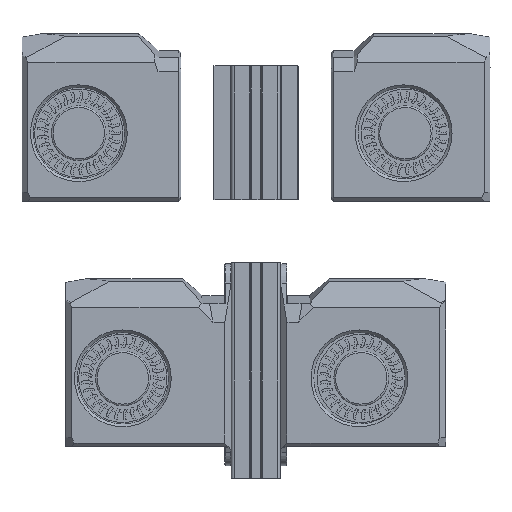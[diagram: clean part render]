
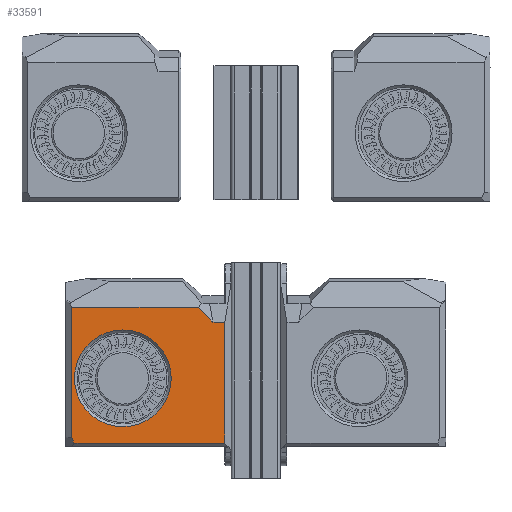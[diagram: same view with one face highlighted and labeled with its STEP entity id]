
A CAD part, top view. The second image highlights one B-rep face of the part: STEP entity #33591.
In plain terms, the highlighted face is planar.
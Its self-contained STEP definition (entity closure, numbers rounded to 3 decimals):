
#278=ELLIPSE('',#35628,0.566,0.4);
#430=FACE_BOUND('',#3665,.T.);
#656=PLANE('',#35627);
#1803=FACE_OUTER_BOUND('',#3664,.T.);
#3664=EDGE_LOOP('',(#23138,#23139,#23140,#23141,#23142,#23143,#23144,#23145));
#3665=EDGE_LOOP('',(#23146));
#5760=LINE('',#50703,#9112);
#5761=LINE('',#50705,#9113);
#5762=LINE('',#50709,#9114);
#5763=LINE('',#50711,#9115);
#5764=LINE('',#50713,#9116);
#5765=LINE('',#50715,#9117);
#5766=LINE('',#50716,#9118);
#9112=VECTOR('',#39759,10.);
#9113=VECTOR('',#39760,10.);
#9114=VECTOR('',#39763,10.);
#9115=VECTOR('',#39764,10.);
#9116=VECTOR('',#39765,10.);
#9117=VECTOR('',#39766,10.);
#9118=VECTOR('',#39767,10.);
#12257=CIRCLE('',#35629,14.8);
#14049=VERTEX_POINT('',#50701);
#14050=VERTEX_POINT('',#50702);
#14051=VERTEX_POINT('',#50704);
#14052=VERTEX_POINT('',#50706);
#14053=VERTEX_POINT('',#50708);
#14054=VERTEX_POINT('',#50710);
#14055=VERTEX_POINT('',#50712);
#14056=VERTEX_POINT('',#50714);
#14057=VERTEX_POINT('',#50717);
#17584=EDGE_CURVE('',#14049,#14050,#5760,.T.);
#17585=EDGE_CURVE('',#14049,#14051,#5761,.T.);
#17586=EDGE_CURVE('',#14052,#14051,#278,.F.);
#17587=EDGE_CURVE('',#14053,#14052,#5762,.F.);
#17588=EDGE_CURVE('',#14053,#14054,#5763,.T.);
#17589=EDGE_CURVE('',#14054,#14055,#5764,.T.);
#17590=EDGE_CURVE('',#14056,#14055,#5765,.T.);
#17591=EDGE_CURVE('',#14050,#14056,#5766,.T.);
#17592=EDGE_CURVE('',#14057,#14057,#12257,.F.);
#23138=ORIENTED_EDGE('',*,*,#17584,.F.);
#23139=ORIENTED_EDGE('',*,*,#17585,.T.);
#23140=ORIENTED_EDGE('',*,*,#17586,.F.);
#23141=ORIENTED_EDGE('',*,*,#17587,.F.);
#23142=ORIENTED_EDGE('',*,*,#17588,.T.);
#23143=ORIENTED_EDGE('',*,*,#17589,.T.);
#23144=ORIENTED_EDGE('',*,*,#17590,.F.);
#23145=ORIENTED_EDGE('',*,*,#17591,.F.);
#23146=ORIENTED_EDGE('',*,*,#17592,.F.);
#33591=ADVANCED_FACE('',(#1803,#430),#656,.T.);
#35627=AXIS2_PLACEMENT_3D('',#50700,#39757,#39758);
#35628=AXIS2_PLACEMENT_3D('',#50707,#39761,#39762);
#35629=AXIS2_PLACEMENT_3D('',#50718,#39768,#39769);
#39757=DIRECTION('center_axis',(-1.,0.,0.));
#39758=DIRECTION('ref_axis',(0.,0.,
-1.));
#39759=DIRECTION('',(0.,1.,0.));
#39760=DIRECTION('',(0.,0.,1.));
#39761=DIRECTION('center_axis',(-1.,0.,0.));
#39762=DIRECTION('ref_axis',(0.,-0.999,-0.043));
#39763=DIRECTION('',(0.,0.384,0.923));
#39764=DIRECTION('',(0.,1.,0.));
#39765=DIRECTION('',(0.,0.,-1.));
#39766=DIRECTION('',(0.,1.,0.));
#39767=DIRECTION('',(0.,0.708,0.706));
#39768=DIRECTION('center_axis',(1.,0.,0.));
#39769=DIRECTION('ref_axis',(0.,-1.,0.));
#50700=CARTESIAN_POINT('Origin',(119.867,-153.43,103.75));
#50701=CARTESIAN_POINT('',(119.867,-154.254,61.038));
#50702=CARTESIAN_POINT('',(119.867,-115.565,61.038));
#50703=CARTESIAN_POINT('',(119.867,-153.555,61.038));
#50704=CARTESIAN_POINT('',(119.867,-154.254,100.852));
#50705=CARTESIAN_POINT('',(119.867,-154.254,99.802));
#50706=CARTESIAN_POINT('',(119.867,-154.231,100.967));
#50707=CARTESIAN_POINT('Origin',(119.867,-153.688,100.864));
#50708=CARTESIAN_POINT('',(119.867,-153.572,102.55));
#50709=CARTESIAN_POINT('',(119.867,-153.298,103.209));
#50710=CARTESIAN_POINT('',(119.867,-107.44,102.55));
#50711=CARTESIAN_POINT('',(119.867,-114.43,102.55));
#50712=CARTESIAN_POINT('',(119.867,-107.44,65.533));
#50713=CARTESIAN_POINT('',(119.867,-107.44,91.15));
#50714=CARTESIAN_POINT('',(119.867,-111.058,65.533));
#50715=CARTESIAN_POINT('',(119.867,-150.992,65.533));
#50716=CARTESIAN_POINT('',(119.867,-116.046,60.558));
#50717=CARTESIAN_POINT('',(119.867,-123.83,82.75));
#50718=CARTESIAN_POINT('Origin',(119.867,-138.63,82.75));
